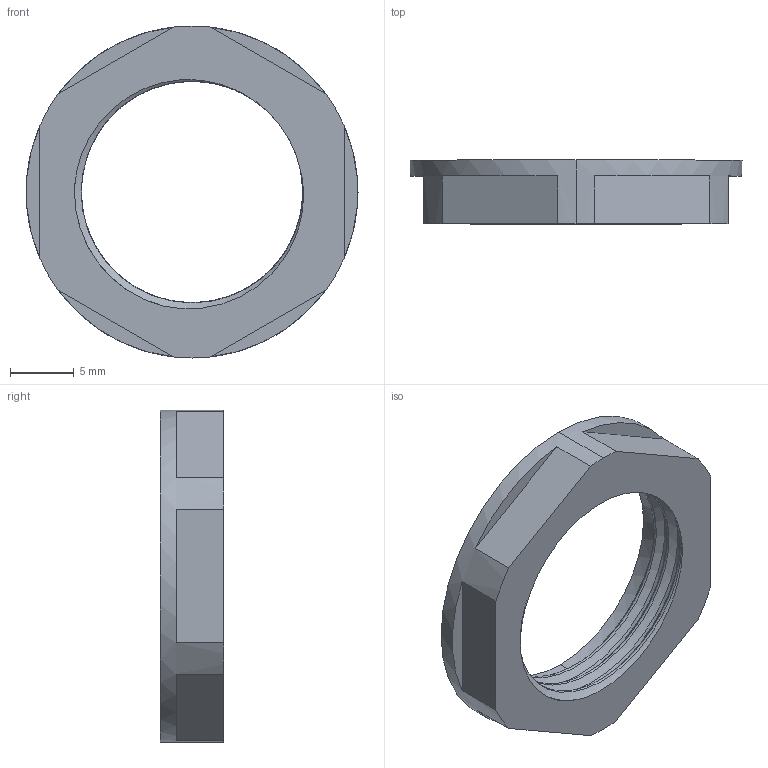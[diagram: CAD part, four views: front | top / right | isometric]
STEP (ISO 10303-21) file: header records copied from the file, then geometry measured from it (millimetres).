
FILE_DESCRIPTION (( 'STEP AP203' ), '1' );
FILE_NAME ('PG - 11 Somun.STEP', '2020-05-29T13:43:25', ( '' ), ( '' ), 'SwSTEP 2.0', 'SolidWorks 2011', '' );
FILE_SCHEMA (( 'CONFIG_CONTROL_DESIGN' ));
Length unit declared in the file: millimetre
Products named in the file (1): PG - 11 Somun
Bounding box: 26.1 x 5 x 26.1 mm (x, y, z)
Volume: 1212.1 mm3; surface area: 1308.4 mm2
Topology: 1 solids, 1 shells, 28 faces, 78 edges, 52 vertices
Faces by surface type: plane 15, cylinder 8, bspline 3, cone 2
Entity records: 2260 total; most frequent: CARTESIAN_POINT 1499, ORIENTED_EDGE 156, DIRECTION 133, EDGE_CURVE 78, VERTEX_POINT 52, AXIS2_PLACEMENT_3D 49, LINE 35, VECTOR 35
